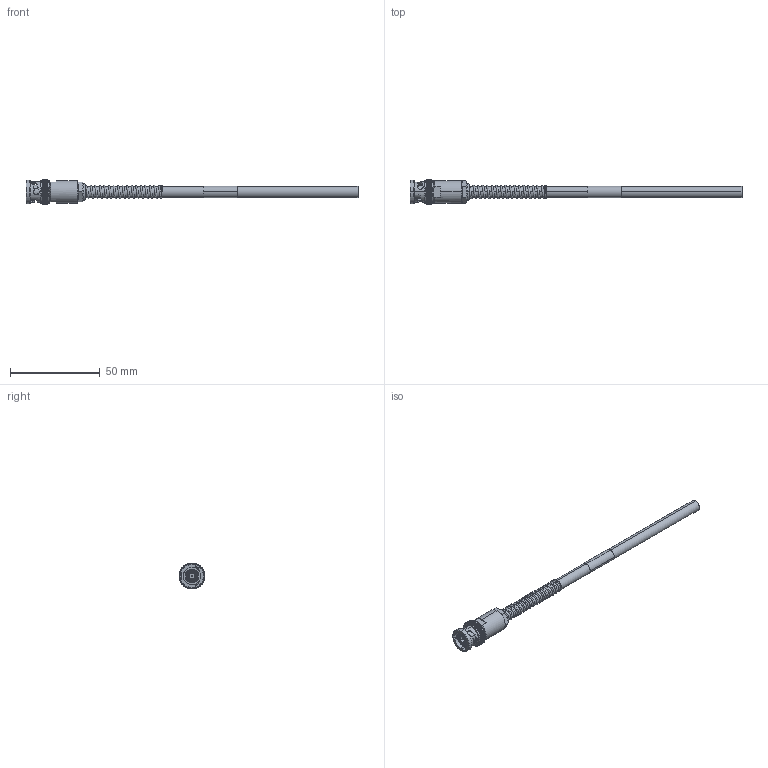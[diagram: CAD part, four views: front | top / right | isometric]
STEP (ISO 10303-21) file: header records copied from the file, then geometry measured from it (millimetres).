
FILE_DESCRIPTION (( 'STEP AP214' ), '1' );
FILE_NAME ('FM3MP2156_3D.step', '2023-08-16T19:28:43', ( '' ), ( '' ), 'SwSTEP 2.0', 'SolidWorks 2022', '' );
FILE_SCHEMA (( 'AUTOMOTIVE_DESIGN' ));
Length unit declared in the file: inch
Products named in the file (12): 30-02001_6"; 10-06033-XXX-MA8; 10-06033-XXX-MA1; 10-06033-XXX-MA4; 10-06033-XXX-MA6; 1AW01-003_.25" x .75" long; 10-06033-XXX-MA2; 10-06033-XXX-MA7; FM3MP2156_3D; 10-06033-XXX-MA5; 10-06033-XXX-MA3; 10-06033-XXX
Assembly tree (11 placements, depth 3):
  FM3MP2156_3D
    30-02001_6"
    10-06033-XXX
      10-06033-XXX-MA1
      10-06033-XXX-MA2
      10-06033-XXX-MA3
      10-06033-XXX-MA4
      10-06033-XXX-MA5
      10-06033-XXX-MA6
      10-06033-XXX-MA7
      10-06033-XXX-MA8
    1AW01-003_.25" x .75" long
Bounding box: 185.4 x 14.49 x 14.49 mm (x, y, z)
Volume: 8085.3 mm3; surface area: 9910.4 mm2
Topology: 11 solids, 11 shells, 804 faces, 2221 edges, 1454 vertices
Faces by surface type: cylinder 425, torus 192, plane 114, cone 56, bspline 17
Entity records: 35587 total; most frequent: CARTESIAN_POINT 14289, ORIENTED_EDGE 4438, DIRECTION 4320, EDGE_CURVE 2219, AXIS2_PLACEMENT_3D 1857, VERTEX_POINT 1454, CIRCLE 1055, EDGE_LOOP 849
